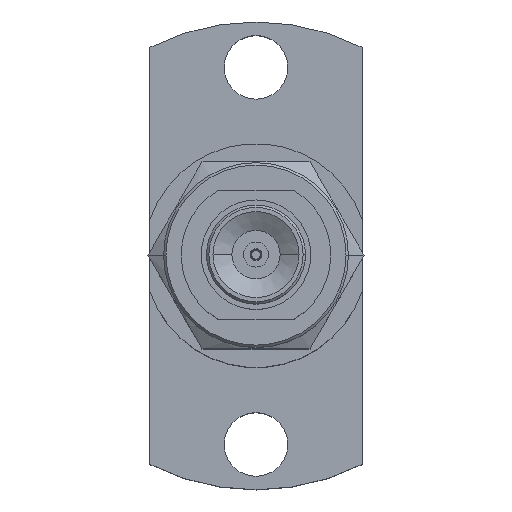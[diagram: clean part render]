
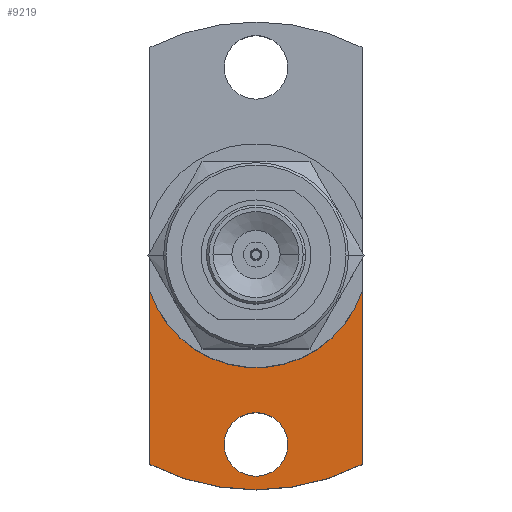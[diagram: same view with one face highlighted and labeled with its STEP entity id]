
A CAD part, top view. The second image highlights one B-rep face of the part: STEP entity #9219.
In plain terms, the highlighted planar face has unit normal (0, 0, 1).
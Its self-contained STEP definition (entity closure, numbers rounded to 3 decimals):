
#49 = AXIS2_PLACEMENT_3D ( 'NONE', #3279, #9285, #7650 ) ;
#429 = PLANE ( 'NONE',  #9202 ) ;
#522 = AXIS2_PLACEMENT_3D ( 'NONE', #4572, #6797, #6115 ) ;
#550 = EDGE_CURVE ( 'NONE', #6898, #4669, #6782, .T. ) ;
#640 = ORIENTED_EDGE ( 'NONE', *, *, #3490, .F. ) ;
#779 = CARTESIAN_POINT ( 'NONE',  ( 4.5, 13.571, -11.2 ) ) ;
#911 = CARTESIAN_POINT ( 'NONE',  ( 0., 0., -11.2 ) ) ;
#1042 = ORIENTED_EDGE ( 'NONE', *, *, #1582, .F. ) ;
#1170 = FACE_BOUND ( 'NONE', #6552, .T. ) ;
#1404 = VERTEX_POINT ( 'NONE', #5659 ) ;
#1480 = EDGE_LOOP ( 'NONE', ( #4856, #1042, #2807, #2791 ) ) ;
#1582 = EDGE_CURVE ( 'NONE', #5422, #3116, #4010, .T. ) ;
#1604 = DIRECTION ( 'NONE',  ( -1., 0., 0. ) ) ;
#1693 = AXIS2_PLACEMENT_3D ( 'NONE', #911, #2505, #6785 ) ;
#1746 = DIRECTION ( 'NONE',  ( 0., 0., 1. ) ) ;
#2505 = DIRECTION ( 'NONE',  ( 0., 0., 1. ) ) ;
#2534 = CARTESIAN_POINT ( 'NONE',  ( -1.35, -8., -11.2 ) ) ;
#2573 = FACE_OUTER_BOUND ( 'NONE', #1480, .T. ) ;
#2791 = ORIENTED_EDGE ( 'NONE', *, *, #550, .T. ) ;
#2807 = ORIENTED_EDGE ( 'NONE', *, *, #3909, .T. ) ;
#2808 = DIRECTION ( 'NONE',  ( -1., 0., 0. ) ) ;
#3115 = DIRECTION ( 'NONE',  ( 0., 1., 0. ) ) ;
#3116 = VERTEX_POINT ( 'NONE', #6706 ) ;
#3279 = CARTESIAN_POINT ( 'NONE',  ( 0., 0., -11.2 ) ) ;
#3328 = EDGE_CURVE ( 'NONE', #5627, #1404, #6629, .T. ) ;
#3455 = VECTOR ( 'NONE', #7556, 1000. ) ;
#3490 = EDGE_CURVE ( 'NONE', #1404, #5627, #5531, .T. ) ;
#3589 = DIRECTION ( 'NONE',  ( 0., 0., -1. ) ) ;
#3822 = LINE ( 'NONE', #5399, #3455 ) ;
#3828 = CARTESIAN_POINT ( 'NONE',  ( 0., -8., -11.2 ) ) ;
#3909 = EDGE_CURVE ( 'NONE', #5422, #6898, #3822, .T. ) ;
#4010 = CIRCLE ( 'NONE', #1693, 4.75 ) ;
#4350 = EDGE_CURVE ( 'NONE', #4669, #3116, #4488, .T. ) ;
#4488 = LINE ( 'NONE', #779, #9259 ) ;
#4572 = CARTESIAN_POINT ( 'NONE',  ( 0., -8., -11.2 ) ) ;
#4669 = VERTEX_POINT ( 'NONE', #5355 ) ;
#4856 = ORIENTED_EDGE ( 'NONE', *, *, #4350, .T. ) ;
#5355 = CARTESIAN_POINT ( 'NONE',  ( 4.5, -8.846, -11.2 ) ) ;
#5399 = CARTESIAN_POINT ( 'NONE',  ( -4.5, 13.571, -11.2 ) ) ;
#5422 = VERTEX_POINT ( 'NONE', #9524 ) ;
#5531 = CIRCLE ( 'NONE', #6763, 1.35 ) ;
#5627 = VERTEX_POINT ( 'NONE', #2534 ) ;
#5659 = CARTESIAN_POINT ( 'NONE',  ( 1.35, -8., -11.2 ) ) ;
#6115 = DIRECTION ( 'NONE',  ( -1., 0., 0. ) ) ;
#6499 = CARTESIAN_POINT ( 'NONE',  ( -4.5, -8.846, -11.2 ) ) ;
#6552 = EDGE_LOOP ( 'NONE', ( #640, #6778 ) ) ;
#6629 = CIRCLE ( 'NONE', #522, 1.35 ) ;
#6706 = CARTESIAN_POINT ( 'NONE',  ( 4.5, -1.521, -11.2 ) ) ;
#6763 = AXIS2_PLACEMENT_3D ( 'NONE', #3828, #1746, #1604 ) ;
#6778 = ORIENTED_EDGE ( 'NONE', *, *, #3328, .F. ) ;
#6782 = CIRCLE ( 'NONE', #49, 9.925 ) ;
#6785 = DIRECTION ( 'NONE',  ( 1., 0., 0. ) ) ;
#6797 = DIRECTION ( 'NONE',  ( 0., 0., 1. ) ) ;
#6898 = VERTEX_POINT ( 'NONE', #6499 ) ;
#7556 = DIRECTION ( 'NONE',  ( 0., -1., 0. ) ) ;
#7650 = DIRECTION ( 'NONE',  ( 1., 0., 0. ) ) ;
#9202 = AXIS2_PLACEMENT_3D ( 'NONE', #9647, #3589, #2808 ) ;
#9219 = ADVANCED_FACE ( 'NONE', ( #1170, #2573 ), #429, .F. ) ;
#9259 = VECTOR ( 'NONE', #3115, 1000. ) ;
#9285 = DIRECTION ( 'NONE',  ( 0., 0., 1. ) ) ;
#9524 = CARTESIAN_POINT ( 'NONE',  ( -4.5, -1.521, -11.2 ) ) ;
#9647 = CARTESIAN_POINT ( 'NONE',  ( 0., 4.75, -11.2 ) ) ;
